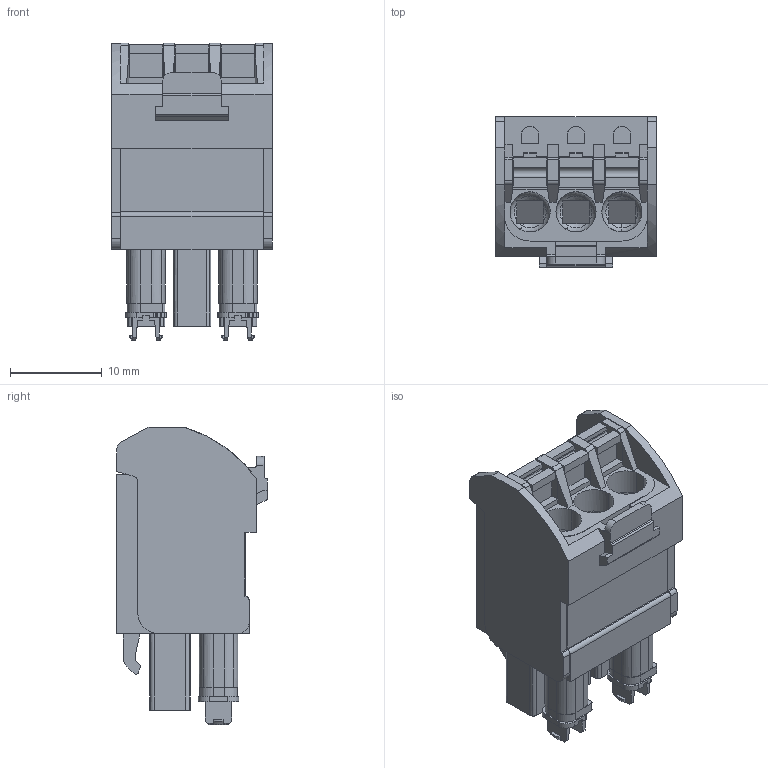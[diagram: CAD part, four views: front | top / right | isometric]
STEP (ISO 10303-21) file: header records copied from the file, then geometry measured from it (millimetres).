
FILE_DESCRIPTION(('CATIA V5 STEP Exchange','CAx-IF Rec.Pracs.--- Model Styling and Organization---1.5--- 2016-08-15','CAx-IF Rec.Pracs.---Supplemental Geometry---1.0---2011-11-01','CAx-IF Rec.Pracs.--- Composite Materials ---1.1---2010-07-15'),'2;1');
FILE_NAME ('12830913_3', '2025-02-21T06:55:22+00:00', ('none'), ('Weidmueller'), 'CATIA Version 5-6 Release 2022 SP4 HF5', 'CATIA V5 STEP AP214 v3', 'none');
FILE_SCHEMA(('AUTOMOTIVE_DESIGN { 1 0 10303 214 1 1 1 1 }'));
Length unit declared in the file: millimetre
Products named in the file (1): S3D_BHF_5-00_03_180LH_BK_BK
Bounding box: 17.5 x 16.41 x 32.4 mm (x, y, z)
Volume: 5076.7 mm3; surface area: 3696.7 mm2
Topology: 1 solids, 1 shells, 493 faces, 1510 edges, 1036 vertices
Faces by surface type: plane 332, cylinder 91, extrusion 42, cone 17, torus 7, revolution 4
Entity records: 17227 total; most frequent: CARTESIAN_POINT 3855, ORIENTED_EDGE 3020, DIRECTION 2108, EDGE_CURVE 1510, VECTOR 1118, LINE 1076, VERTEX_POINT 1036, AXIS2_PLACEMENT_3D 617
